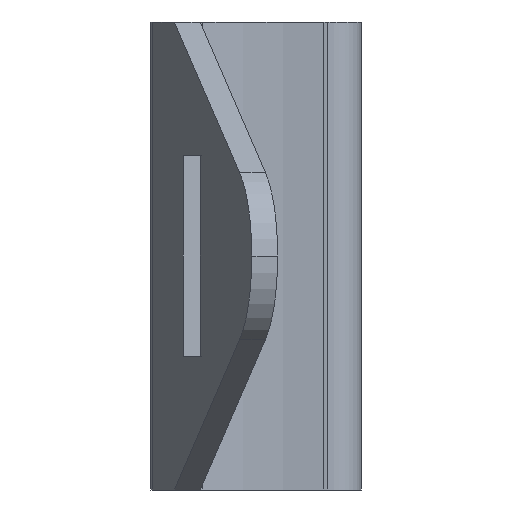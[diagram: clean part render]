
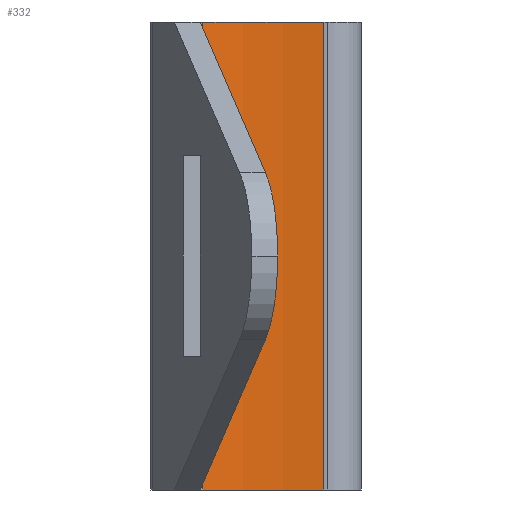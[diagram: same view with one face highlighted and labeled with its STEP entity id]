
A CAD part, left-side view. The second image highlights one B-rep face of the part: STEP entity #332.
In plain terms, the highlighted cylindrical face has radius 10 mm (diameter 20 mm), a partial arc.
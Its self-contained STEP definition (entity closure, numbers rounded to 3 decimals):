
#74 = CARTESIAN_POINT ( 'NONE',  ( -17.501, 1.119, 14. ) ) ;
#325 = VECTOR ( 'NONE', #3106, 1000. ) ;
#332 = ADVANCED_FACE ( 'NONE', ( #832 ), #781, .F. ) ;
#360 = AXIS2_PLACEMENT_3D ( 'NONE', #1754, #2634, #1510 ) ;
#477 = VERTEX_POINT ( 'NONE', #1936 ) ;
#668 = CARTESIAN_POINT ( 'NONE',  ( -27.43, 2.31, 14. ) ) ;
#671 = VERTEX_POINT ( 'NONE', #2996 ) ;
#712 = DIRECTION ( 'NONE',  ( 0., 0., -1. ) ) ;
#724 = AXIS2_PLACEMENT_3D ( 'NONE', #1050, #1090, #1256 ) ;
#755 = DIRECTION ( 'NONE',  ( -1., 0., 0. ) ) ;
#781 = CYLINDRICAL_SURFACE ( 'NONE', #1310, 10. ) ;
#832 = FACE_OUTER_BOUND ( 'NONE', #2041, .T. ) ;
#931 = CARTESIAN_POINT ( 'NONE',  ( -17.501, 1.119, 14. ) ) ;
#1050 = CARTESIAN_POINT ( 'NONE',  ( -27.43, 2.31, 14. ) ) ;
#1090 = DIRECTION ( 'NONE',  ( 0., 0., -1. ) ) ;
#1132 = ORIENTED_EDGE ( 'NONE', *, *, #2188, .T. ) ;
#1229 = ORIENTED_EDGE ( 'NONE', *, *, #1438, .T. ) ;
#1256 = DIRECTION ( 'NONE',  ( 1., 0., 0. ) ) ;
#1310 = AXIS2_PLACEMENT_3D ( 'NONE', #668, #712, #755 ) ;
#1360 = EDGE_CURVE ( 'NONE', #2590, #2755, #3010, .T. ) ;
#1438 = EDGE_CURVE ( 'NONE', #671, #2590, #2735, .T. ) ;
#1506 = EDGE_CURVE ( 'NONE', #477, #2755, #2610, .T. ) ;
#1510 = DIRECTION ( 'NONE',  ( 1., 0., 0. ) ) ;
#1662 = ORIENTED_EDGE ( 'NONE', *, *, #1360, .T. ) ;
#1754 = CARTESIAN_POINT ( 'NONE',  ( -27.43, 2.31, 0. ) ) ;
#1928 = CARTESIAN_POINT ( 'NONE',  ( -17.501, 1.119, 0. ) ) ;
#1936 = CARTESIAN_POINT ( 'NONE',  ( -17.73, 4.743, 14. ) ) ;
#2041 = EDGE_LOOP ( 'NONE', ( #1229, #1662, #2446, #1132 ) ) ;
#2169 = DIRECTION ( 'NONE',  ( 0., 0., -1. ) ) ;
#2188 = EDGE_CURVE ( 'NONE', #477, #671, #2567, .T. ) ;
#2446 = ORIENTED_EDGE ( 'NONE', *, *, #1506, .F. ) ;
#2567 = LINE ( 'NONE', #2740, #3197 ) ;
#2590 = VERTEX_POINT ( 'NONE', #1928 ) ;
#2610 = CIRCLE ( 'NONE', #724, 10. ) ;
#2634 = DIRECTION ( 'NONE',  ( 0., 0., -1. ) ) ;
#2735 = CIRCLE ( 'NONE', #360, 10. ) ;
#2740 = CARTESIAN_POINT ( 'NONE',  ( -17.73, 4.743, 14. ) ) ;
#2755 = VERTEX_POINT ( 'NONE', #931 ) ;
#2996 = CARTESIAN_POINT ( 'NONE',  ( -17.73, 4.743, 0. ) ) ;
#3010 = LINE ( 'NONE', #74, #325 ) ;
#3106 = DIRECTION ( 'NONE',  ( 0., 0., 1. ) ) ;
#3197 = VECTOR ( 'NONE', #2169, 1000. ) ;
